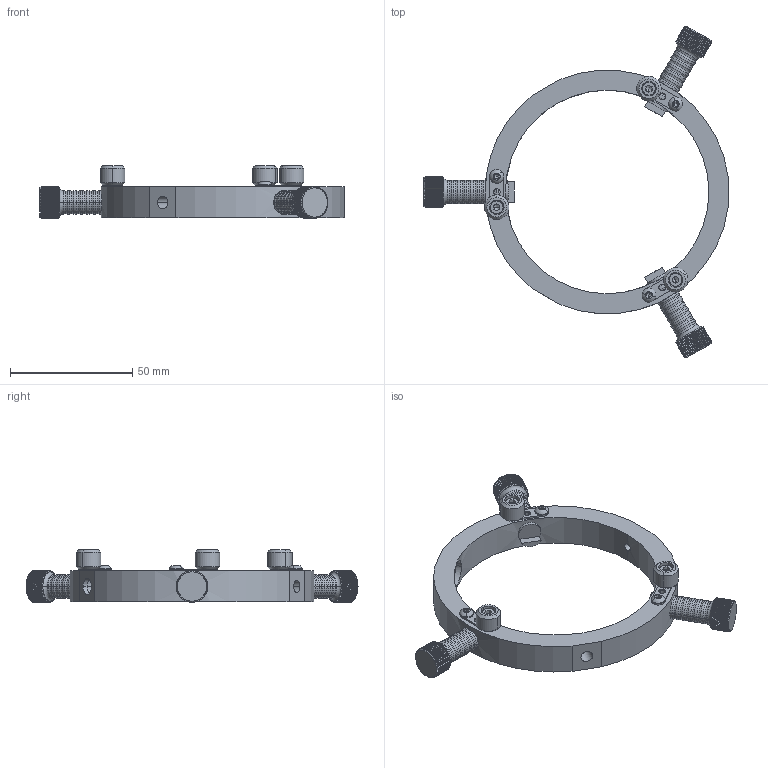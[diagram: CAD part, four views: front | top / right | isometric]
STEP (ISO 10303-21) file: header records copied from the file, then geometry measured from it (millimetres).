
FILE_DESCRIPTION (( 'STEP AP203' ), '1' );
FILE_NAME ('04ARC-3M.STEP', '2016-03-03T02:23:25', ( '' ), ( '' ), 'SwSTEP 2.0', 'SolidWorks 2016', '' );
FILE_SCHEMA (( 'CONFIG_CONTROL_DESIGN' ));
Length unit declared in the file: millimetre
Products named in the file (1): 04ARC-3M
Bounding box: 124.45 x 135.82 x 21.55 mm (x, y, z)
Volume: 37681.8 mm3; surface area: 22372.8 mm2
Topology: 19 solids, 19 shells, 1556 faces, 4051 edges, 2536 vertices
Faces by surface type: cylinder 527, plane 507, cone 384, torus 132, sphere 6
Entity records: 49193 total; most frequent: CARTESIAN_POINT 11061, DIRECTION 8207, ORIENTED_EDGE 8054, EDGE_CURVE 4027, AXIS2_PLACEMENT_3D 3376, VERTEX_POINT 2536, CIRCLE 1819, EDGE_LOOP 1627
